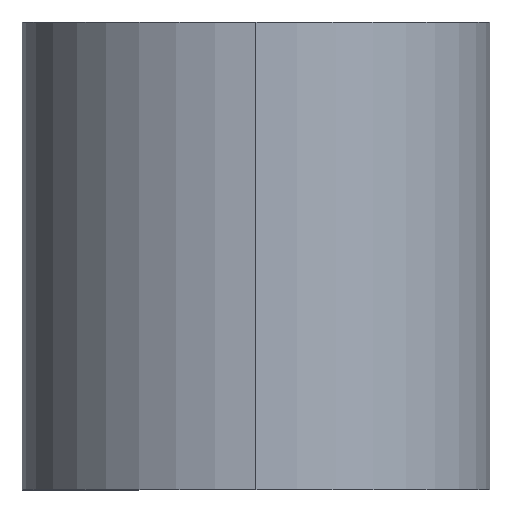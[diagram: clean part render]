
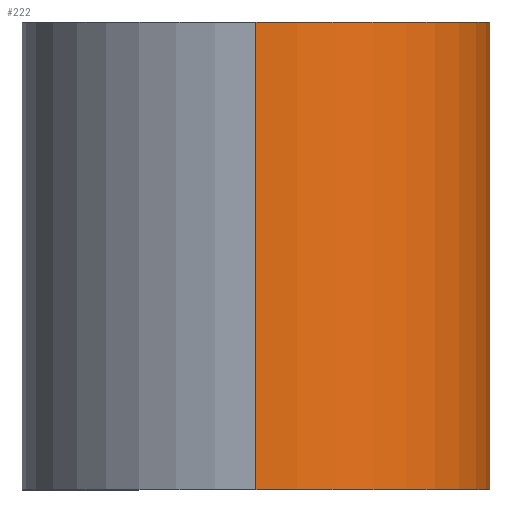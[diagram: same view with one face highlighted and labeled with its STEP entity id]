
A CAD part, left-side view. The second image highlights one B-rep face of the part: STEP entity #222.
In plain terms, the highlighted cylindrical face has radius 2 mm (diameter 4 mm), a partial arc.
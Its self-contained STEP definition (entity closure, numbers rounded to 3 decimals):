
#8 = AXIS2_PLACEMENT_3D ( 'NONE', #192, #130, #260 ) ;
#9 = VECTOR ( 'NONE', #171, 1000. ) ;
#16 = VERTEX_POINT ( 'NONE', #161 ) ;
#34 = CYLINDRICAL_SURFACE ( 'NONE', #246, 2. ) ;
#40 = DIRECTION ( 'NONE',  ( 0., 0., -1. ) ) ;
#42 = FACE_OUTER_BOUND ( 'NONE', #70, .T. ) ;
#44 = CARTESIAN_POINT ( 'NONE',  ( -2., -2., 0. ) ) ;
#48 = VERTEX_POINT ( 'NONE', #97 ) ;
#51 = LINE ( 'NONE', #146, #9 ) ;
#69 = EDGE_CURVE ( 'NONE', #16, #132, #109, .T. ) ;
#70 = EDGE_LOOP ( 'NONE', ( #128, #141, #182, #175 ) ) ;
#92 = EDGE_CURVE ( 'NONE', #48, #132, #236, .T. ) ;
#97 = CARTESIAN_POINT ( 'NONE',  ( -2., -2., 4. ) ) ;
#101 = VECTOR ( 'NONE', #124, 1000. ) ;
#107 = AXIS2_PLACEMENT_3D ( 'NONE', #189, #126, #172 ) ;
#109 = CIRCLE ( 'NONE', #107, 2. ) ;
#124 = DIRECTION ( 'NONE',  ( 0., 0., -1. ) ) ;
#126 = DIRECTION ( 'NONE',  ( 0., 0., 1. ) ) ;
#128 = ORIENTED_EDGE ( 'NONE', *, *, #259, .F. ) ;
#130 = DIRECTION ( 'NONE',  ( 0., 0., 1. ) ) ;
#132 = VERTEX_POINT ( 'NONE', #44 ) ;
#141 = ORIENTED_EDGE ( 'NONE', *, *, #162, .T. ) ;
#146 = CARTESIAN_POINT ( 'NONE',  ( -4., 0., 4. ) ) ;
#153 = DIRECTION ( 'NONE',  ( -1., 0., 0. ) ) ;
#161 = CARTESIAN_POINT ( 'NONE',  ( -4., 0., 0. ) ) ;
#162 = EDGE_CURVE ( 'NONE', #195, #16, #51, .T. ) ;
#167 = CARTESIAN_POINT ( 'NONE',  ( -2., 0., 4. ) ) ;
#171 = DIRECTION ( 'NONE',  ( 0., 0., -1. ) ) ;
#172 = DIRECTION ( 'NONE',  ( -1., 0., 0. ) ) ;
#175 = ORIENTED_EDGE ( 'NONE', *, *, #92, .F. ) ;
#182 = ORIENTED_EDGE ( 'NONE', *, *, #69, .T. ) ;
#189 = CARTESIAN_POINT ( 'NONE',  ( -2., 0., 0. ) ) ;
#192 = CARTESIAN_POINT ( 'NONE',  ( -2., 0., 4. ) ) ;
#195 = VERTEX_POINT ( 'NONE', #212 ) ;
#212 = CARTESIAN_POINT ( 'NONE',  ( -4., 0., 4. ) ) ;
#222 = ADVANCED_FACE ( 'NONE', ( #42 ), #34, .T. ) ;
#231 = CARTESIAN_POINT ( 'NONE',  ( -2., -2., 4. ) ) ;
#236 = LINE ( 'NONE', #231, #101 ) ;
#246 = AXIS2_PLACEMENT_3D ( 'NONE', #167, #40, #153 ) ;
#249 = CIRCLE ( 'NONE', #8, 2. ) ;
#259 = EDGE_CURVE ( 'NONE', #195, #48, #249, .T. ) ;
#260 = DIRECTION ( 'NONE',  ( -1., 0., 0. ) ) ;
